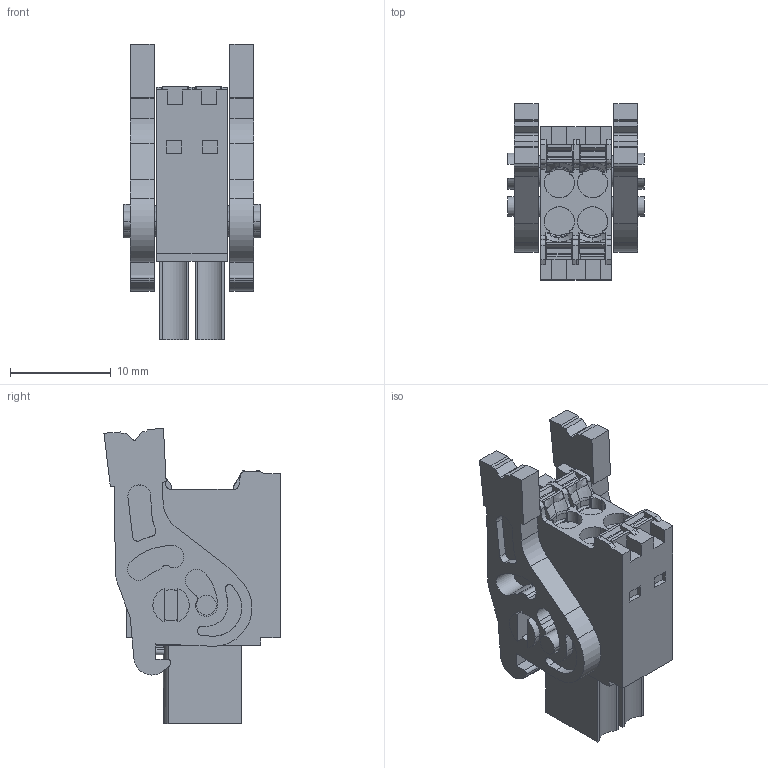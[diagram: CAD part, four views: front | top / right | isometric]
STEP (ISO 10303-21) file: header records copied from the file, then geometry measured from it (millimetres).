
FILE_DESCRIPTION(('CATIA V5 STEP','CAx-IF Rec.Pracs.--- Model Styling and Organization---1.4--- 2014-01-23'),'2;1');
FILE_NAME ('D1450504_1', '2023-08-22T06:50:08+00:00', ('none'), ('Weidmueller'), 'CATIA Version 5-6 Release 2016 SP3 HF44', 'CATIA V5 STEP AP214', 'none');
FILE_SCHEMA(('AUTOMOTIVE_DESIGN { 1 0 10303 214 1 1 1 1 }'));
Length unit declared in the file: millimetre
Products named in the file (1): 1278230000
Bounding box: 13.5 x 17.45 x 29.28 mm (x, y, z)
Volume: 2670.4 mm3; surface area: 3006.6 mm2
Topology: 7 solids, 7 shells, 494 faces, 1396 edges, 938 vertices
Faces by surface type: plane 284, cylinder 104, extrusion 67, torus 23, cone 8, bspline 8
Entity records: 17577 total; most frequent: CARTESIAN_POINT 5344, ORIENTED_EDGE 2792, DIRECTION 1901, EDGE_CURVE 1396, VECTOR 982, VERTEX_POINT 938, LINE 915, AXIS2_PLACEMENT_3D 570
